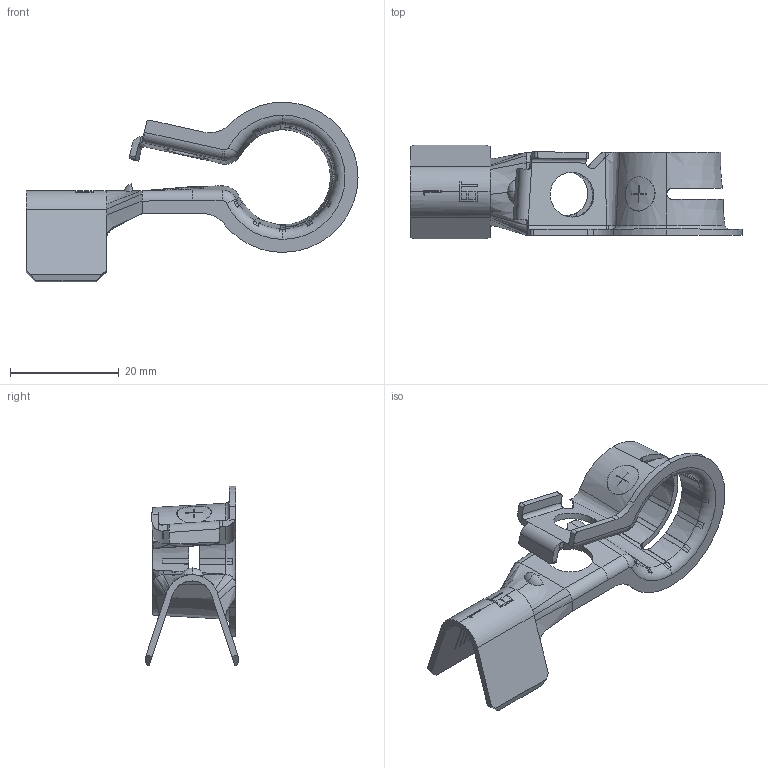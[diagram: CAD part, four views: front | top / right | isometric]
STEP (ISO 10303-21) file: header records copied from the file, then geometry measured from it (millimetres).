
FILE_DESCRIPTION (( 'STEP AP203' ), '1' );
FILE_NAME ('82407.STEP', '2015-01-20T14:00:53', ( '' ), ( '' ), 'SwSTEP 2.0', 'SolidWorks 2014', '' );
FILE_SCHEMA (( 'CONFIG_CONTROL_DESIGN' ));
Length unit declared in the file: inch
Products named in the file (1): 82407
Bounding box: 61.06 x 17.27 x 33.06 mm (x, y, z)
Volume: 2436.6 mm3; surface area: 4892.7 mm2
Topology: 1 solids, 1 shells, 389 faces, 1061 edges, 671 vertices
Faces by surface type: plane 178, cylinder 73, cone 68, torus 37, bspline 33
Entity records: 13799 total; most frequent: CARTESIAN_POINT 3990, ORIENTED_EDGE 2120, DIRECTION 2012, EDGE_CURVE 1060, AXIS2_PLACEMENT_3D 726, VERTEX_POINT 671, VECTOR 560, LINE 560
